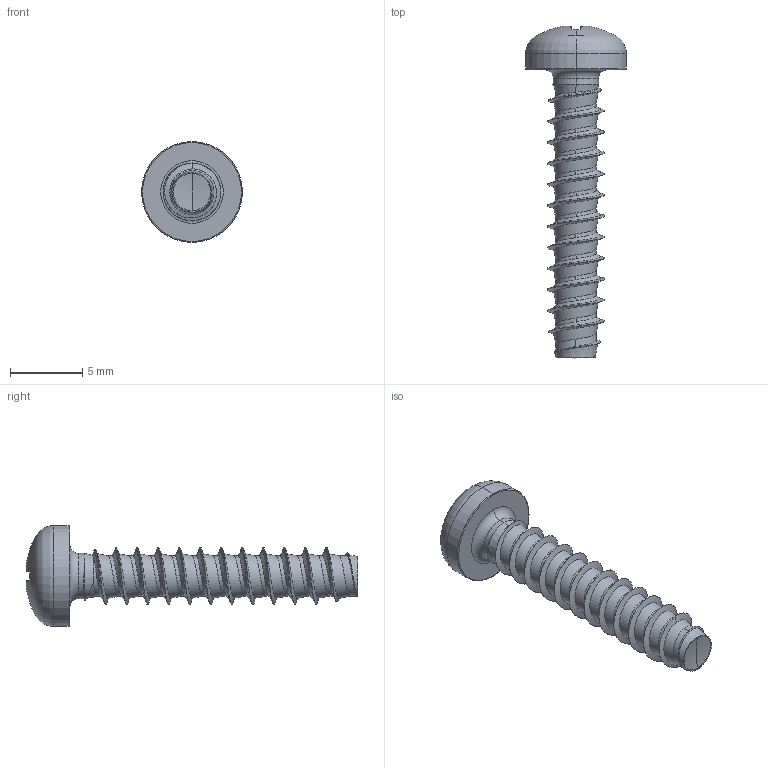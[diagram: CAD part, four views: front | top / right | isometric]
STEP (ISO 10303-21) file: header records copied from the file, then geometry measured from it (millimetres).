
FILE_DESCRIPTION (( 'STEP AP203' ), '1' );
FILE_NAME ('STP320400200.STEP', '2017-08-15T14:31:00', ( '' ), ( '' ), 'SwSTEP 2.0', 'SolidWorks 2015', '' );
FILE_SCHEMA (( 'CONFIG_CONTROL_DESIGN' ));
Length unit declared in the file: millimetre
Products named in the file (1): STP320400200
Bounding box: 7 x 23.05 x 7 mm (x, y, z)
Volume: 234.8 mm3; surface area: 421.2 mm2
Topology: 1 solids, 1 shells, 188 faces, 434 edges, 248 vertices
Faces by surface type: cylinder 51, bspline 51, torus 28, sphere 28, plane 22, cone 8
Entity records: 24531 total; most frequent: CARTESIAN_POINT 20641, ORIENTED_EDGE 864, DIRECTION 735, EDGE_CURVE 432, AXIS2_PLACEMENT_3D 326, VERTEX_POINT 248, EDGE_LOOP 190, ADVANCED_FACE 188
